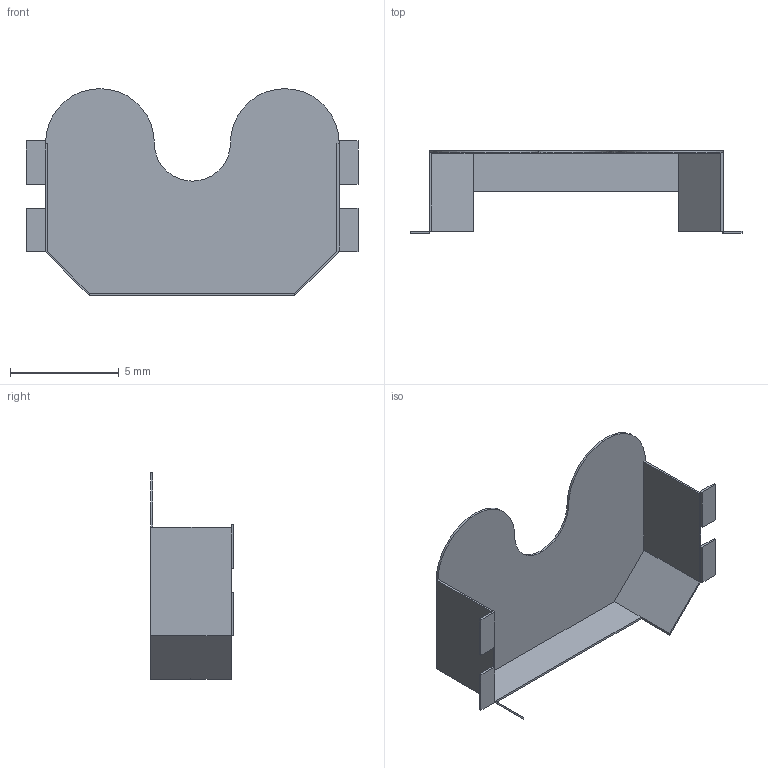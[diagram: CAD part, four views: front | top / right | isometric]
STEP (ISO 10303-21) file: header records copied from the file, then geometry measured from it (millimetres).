
FILE_DESCRIPTION(/* description */ (''),/* implementation_level */ '2;1');
FILE_NAME(/* name */ 'Support.step',/* time_stamp */ '2019-03-04T19:38:58+01:00',/* author */ (''),/* organization */ (''),/* preprocessor_version */ 'ST-DEVELOPER v17.2',/* originating_system */ 'Autodesk Translation Framework v7.6.0.251',/* authorisation */ '');
FILE_SCHEMA (('AUTOMOTIVE_DESIGN { 1 0 10303 214 3 1 1 }'));
Length unit declared in the file: millimetre
Products named in the file (1): Support
Bounding box: 15.27 x 3.8 x 9.5 mm (x, y, z)
Volume: 17.9 mm3; surface area: 377.6 mm2
Topology: 5 solids, 5 shells, 48 faces, 108 edges, 70 vertices
Faces by surface type: plane 44, cylinder 4
Entity records: 1341 total; most frequent: CARTESIAN_POINT 227, ORIENTED_EDGE 216, DIRECTION 214, EDGE_CURVE 108, LINE 100, VECTOR 100, VERTEX_POINT 70, AXIS2_PLACEMENT_3D 57
